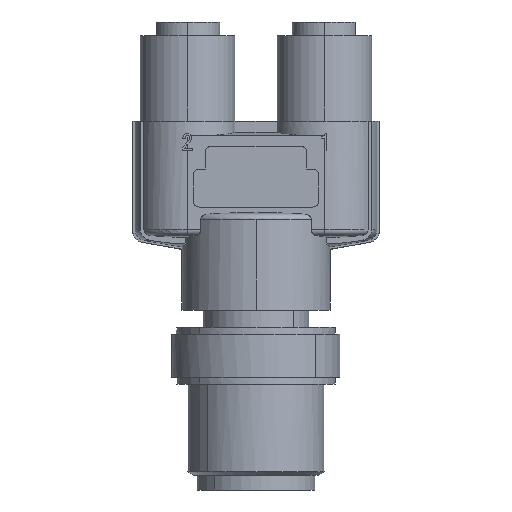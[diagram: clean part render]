
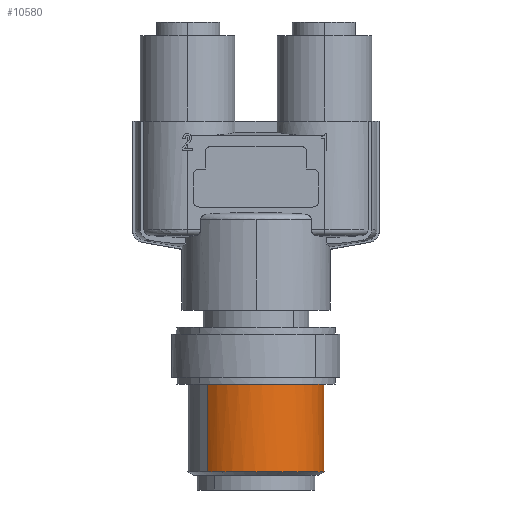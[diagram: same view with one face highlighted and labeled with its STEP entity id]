
A CAD part, front view. The second image highlights one B-rep face of the part: STEP entity #10580.
In plain terms, the highlighted cylindrical face has radius 6 mm (diameter 12 mm), a partial arc.
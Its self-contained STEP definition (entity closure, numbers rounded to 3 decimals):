
#3194=CARTESIAN_POINT('',(20.483,31.86,11.065));
#3195=DIRECTION('',(0.,0.,1.));
#3196=DIRECTION('',(-0.707,-0.707,0.));
#3197=AXIS2_PLACEMENT_3D('',#3194,#3195,#3196);
#3217=DIRECTION('',(0.,0.,1.));
#3218=VECTOR('',#3217,7.682);
#3219=CARTESIAN_POINT('',(24.725,36.103,3.383));
#3220=LINE('',#3219,#3218);
#3224=DIRECTION('',(0.,0.,1.));
#3225=VECTOR('',#3224,7.682);
#3226=CARTESIAN_POINT('',(16.24,27.618,3.383));
#3227=LINE('',#3226,#3225);
#3254=CARTESIAN_POINT('',(20.483,31.86,3.383));
#3255=DIRECTION('',(0.,0.,-1.));
#3256=DIRECTION('',(0.707,0.707,0.));
#3257=AXIS2_PLACEMENT_3D('',#3254,#3255,#3256);
#3277=CARTESIAN_POINT('',(20.483,31.86,3.383));
#3278=DIRECTION('',(0.,0.,-1.));
#3279=DIRECTION('',(-0.5,-0.866,0.));
#3280=AXIS2_PLACEMENT_3D('',#3277,#3278,#3279);
#7339=CARTESIAN_POINT('',(24.725,36.103,3.383));
#7340=CARTESIAN_POINT('',(24.725,36.103,11.065));
#7341=VERTEX_POINT('',#7339);
#7342=VERTEX_POINT('',#7340);
#7343=CARTESIAN_POINT('',(17.483,26.664,3.383));
#7344=VERTEX_POINT('',#7343);
#7345=CARTESIAN_POINT('',(16.24,27.618,3.383));
#7346=VERTEX_POINT('',#7345);
#7347=CARTESIAN_POINT('',(16.24,27.618,11.065));
#7348=VERTEX_POINT('',#7347);
#10564=CARTESIAN_POINT('',(20.483,31.86,3.065));
#10565=DIRECTION('',(0.,0.,-1.));
#10566=DIRECTION('',(-0.707,-0.707,0.));
#10567=AXIS2_PLACEMENT_3D('',#10564,#10565,#10566);
#10568=CYLINDRICAL_SURFACE('',#10567,6.);
#10569=ORIENTED_EDGE('',*,*,#10521,.T.);
#10571=ORIENTED_EDGE('',*,*,#10570,.F.);
#10573=ORIENTED_EDGE('',*,*,#10572,.T.);
#10575=ORIENTED_EDGE('',*,*,#10574,.T.);
#10577=ORIENTED_EDGE('',*,*,#10576,.T.);
#10578=EDGE_LOOP('',(#10569,#10571,#10573,#10575,#10577));
#10579=FACE_OUTER_BOUND('',#10578,.F.);
#10580=ADVANCED_FACE('',(#10579),#10568,.T.);
#3198=CIRCLE('',#3197,6.);
#3258=CIRCLE('',#3257,6.);
#3281=CIRCLE('',#3280,6.);
#10521=EDGE_CURVE('',#7348,#7342,#3198,.T.);
#10570=EDGE_CURVE('',#7341,#7342,#3220,.T.);
#10572=EDGE_CURVE('',#7341,#7344,#3258,.T.);
#10574=EDGE_CURVE('',#7344,#7346,#3281,.T.);
#10576=EDGE_CURVE('',#7346,#7348,#3227,.T.);
